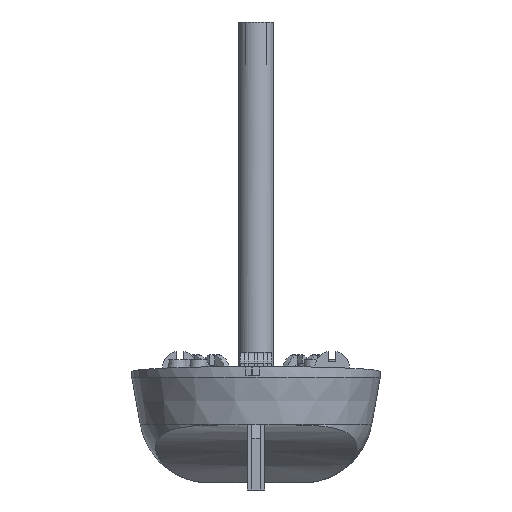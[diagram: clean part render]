
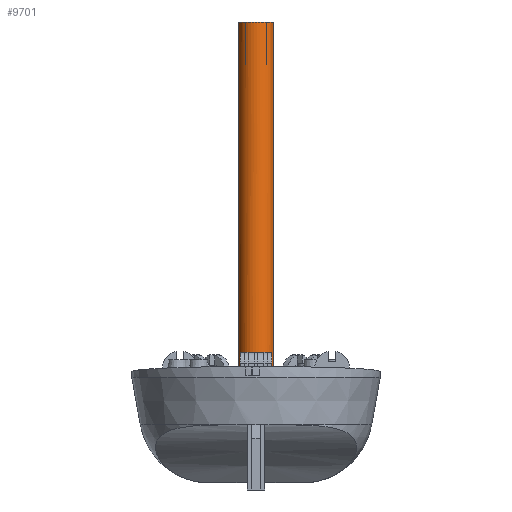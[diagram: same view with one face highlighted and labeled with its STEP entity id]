
A CAD part, left-side view. The second image highlights one B-rep face of the part: STEP entity #9701.
In plain terms, the highlighted cylindrical face has radius 5 mm (diameter 10 mm), a full revolution.
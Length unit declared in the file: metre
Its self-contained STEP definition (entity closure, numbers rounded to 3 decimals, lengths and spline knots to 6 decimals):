
#109=CYLINDRICAL_SURFACE('',#10466,0.005);
#234=CIRCLE('',#10418,0.005);
#245=CIRCLE('',#10438,0.005);
#246=CIRCLE('',#10441,0.005);
#248=CIRCLE('',#10448,0.005);
#251=CIRCLE('',#10467,0.005);
#993=ORIENTED_EDGE('',*,*,#3573,.F.);
#994=ORIENTED_EDGE('',*,*,#3651,.T.);
#995=ORIENTED_EDGE('',*,*,#3565,.F.);
#996=ORIENTED_EDGE('',*,*,#3652,.F.);
#997=ORIENTED_EDGE('',*,*,#3513,.F.);
#998=ORIENTED_EDGE('',*,*,#3653,.T.);
#999=ORIENTED_EDGE('',*,*,#3654,.F.);
#1000=ORIENTED_EDGE('',*,*,#3605,.F.);
#1001=ORIENTED_EDGE('',*,*,#3597,.T.);
#3513=EDGE_CURVE('',#4842,#4838,#234,.F.);
#3565=EDGE_CURVE('',#4881,#4882,#245,.T.);
#3573=EDGE_CURVE('',#4889,#4890,#246,.T.);
#3597=EDGE_CURVE('',#4911,#4838,#5832,.F.);
#3605=EDGE_CURVE('',#4911,#4915,#248,.F.);
#3651=EDGE_CURVE('',#4889,#4882,#5883,.T.);
#3652=EDGE_CURVE('',#4890,#4881,#5884,.T.);
#3653=EDGE_CURVE('',#4842,#4945,#5885,.T.);
#3654=EDGE_CURVE('',#4915,#4945,#251,.F.);
#4838=VERTEX_POINT('',#14485);
#4842=VERTEX_POINT('',#14493);
#4881=VERTEX_POINT('',#14594);
#4882=VERTEX_POINT('',#14595);
#4889=VERTEX_POINT('',#14612);
#4890=VERTEX_POINT('',#14613);
#4911=VERTEX_POINT('',#14661);
#4915=VERTEX_POINT('',#14670);
#4945=VERTEX_POINT('',#14769);
#5832=LINE('',#14660,#7015);
#5883=LINE('',#14766,#7066);
#5884=LINE('',#14767,#7067);
#5885=LINE('',#14768,#7068);
#7015=VECTOR('',#11740,1.);
#7066=VECTOR('',#11833,1.);
#7067=VECTOR('',#11834,1.);
#7068=VECTOR('',#11835,1.);
#7932=EDGE_LOOP('',(#993,#994,#995,#996));
#7933=EDGE_LOOP('',(#997,#998,#999,#1000,#1001));
#8602=FACE_BOUND('',#7932,.T.);
#8603=FACE_BOUND('',#7933,.T.);
#9701=ADVANCED_FACE('',(#8602,#8603),#109,.T.);
#10418=AXIS2_PLACEMENT_3D('',#14494,#11614,#11615);
#10438=AXIS2_PLACEMENT_3D('',#14593,#11695,#11696);
#10441=AXIS2_PLACEMENT_3D('',#14611,#11708,#11709);
#10448=AXIS2_PLACEMENT_3D('',#14676,#11752,#11753);
#10466=AXIS2_PLACEMENT_3D('',#14765,#11831,#11832);
#10467=AXIS2_PLACEMENT_3D('',#14770,#11836,#11837);
#11614=DIRECTION('',(0.,0.,1.));
#11615=DIRECTION('',(1.,0.,0.));
#11695=DIRECTION('',(0.,0.,1.));
#11696=DIRECTION('',(1.,0.,0.));
#11708=DIRECTION('',(0.,0.,1.));
#11709=DIRECTION('',(1.,0.,0.));
#11740=DIRECTION('',(0.,0.,-1.));
#11752=DIRECTION('',(0.,0.,1.));
#11753=DIRECTION('',(1.,0.,0.));
#11831=DIRECTION('',(0.,0.,-1.));
#11832=DIRECTION('',(-1.,0.,0.));
#11833=DIRECTION('',(0.,0.,1.));
#11834=DIRECTION('',(0.,0.,1.));
#11835=DIRECTION('',(0.,0.,-1.));
#11836=DIRECTION('',(0.,0.,1.));
#11837=DIRECTION('',(1.,0.,0.));
#14485=CARTESIAN_POINT('',(-0.017841,0.005,0.028));
#14493=CARTESIAN_POINT('',(-0.017841,-0.005,0.028));
#14494=CARTESIAN_POINT('',(-0.017841,0.,0.028));
#14593=CARTESIAN_POINT('',(-0.017841,0.,0.129));
#14594=CARTESIAN_POINT('',(-0.013879,0.00305,0.129));
#14595=CARTESIAN_POINT('',(-0.013879,-0.00305,0.129));
#14611=CARTESIAN_POINT('',(-0.017841,0.,0.123));
#14612=CARTESIAN_POINT('',(-0.013879,-0.00305,0.123));
#14613=CARTESIAN_POINT('',(-0.013879,0.00305,0.123));
#14660=CARTESIAN_POINT('',(-0.017841,0.005,0.123));
#14661=CARTESIAN_POINT('',(-0.017841,0.005,0.027));
#14670=CARTESIAN_POINT('',(-0.012841,0.,0.027));
#14676=CARTESIAN_POINT('',(-0.017841,0.,0.027));
#14765=CARTESIAN_POINT('',(-0.017841,0.,0.123));
#14766=CARTESIAN_POINT('',(-0.013879,-0.00305,0.122999));
#14767=CARTESIAN_POINT('',(-0.013879,0.00305,0.122999));
#14768=CARTESIAN_POINT('',(-0.017841,-0.005,0.123));
#14769=CARTESIAN_POINT('',(-0.017841,-0.005,0.027));
#14770=CARTESIAN_POINT('',(-0.017841,0.,0.027));
